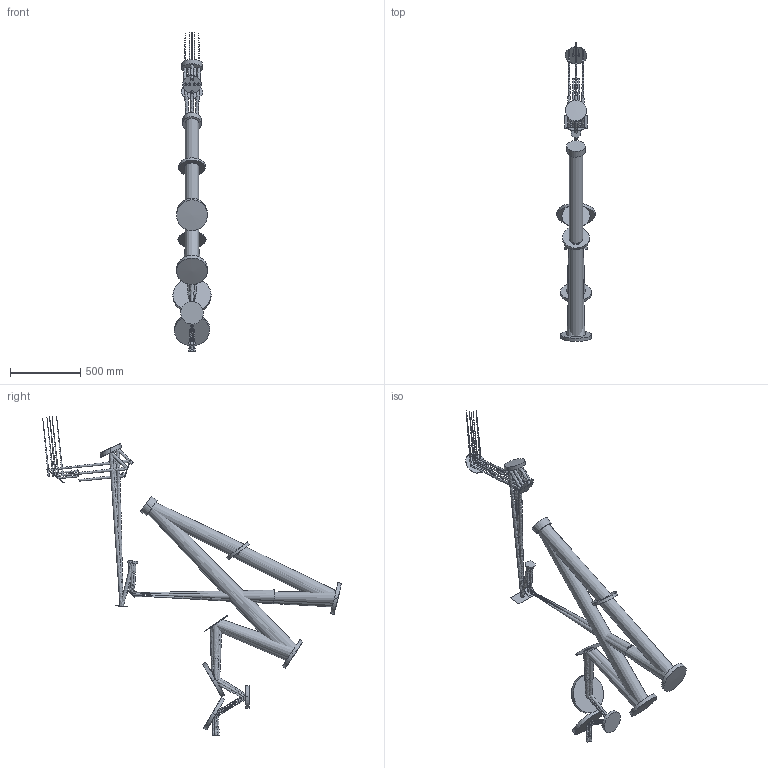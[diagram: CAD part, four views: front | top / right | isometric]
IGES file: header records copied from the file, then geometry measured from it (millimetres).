
Global section: file name: KNGAO_100mmpupil_120arcsecRelay_100218_v2_short_feed_mirror_configs.IGS; native system: HarmonyWare Translators; preprocessor: HarmonyWare IGES v1.7.2; date: 20100219.075553; units: millimetre
Bounding box: 270 x 2119.04 x 2264.16 mm (x, y, z)
Volume: 158336234.7 mm3; surface area: 9611086.4 mm2
Topology: 165 solids, 165 shells, 2610 faces, 7450 edges, 2764 vertices
Faces by surface type: bspline 2610
